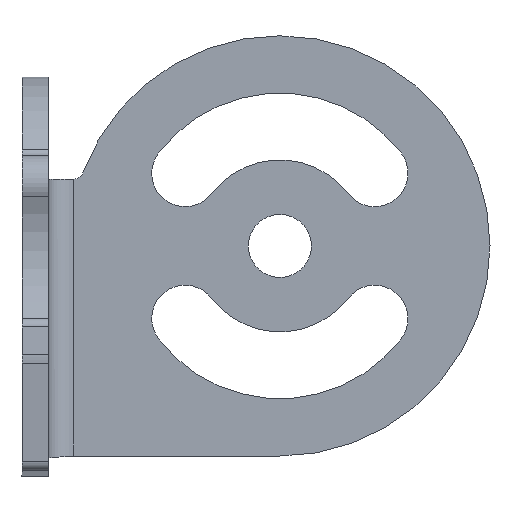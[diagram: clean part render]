
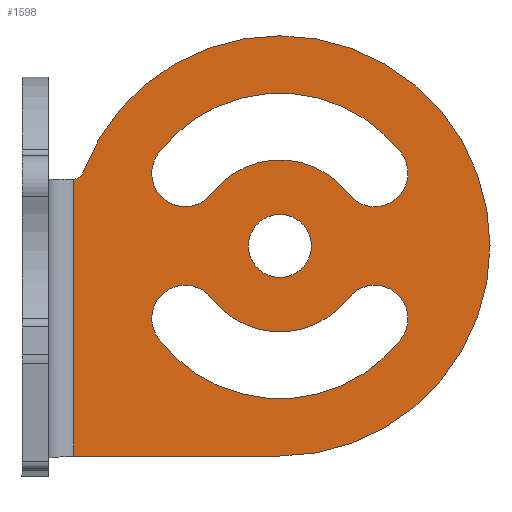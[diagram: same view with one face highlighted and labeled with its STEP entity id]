
A CAD part, left-side view. The second image highlights one B-rep face of the part: STEP entity #1598.
In plain terms, the highlighted planar face has unit normal (-1, 0, 0).
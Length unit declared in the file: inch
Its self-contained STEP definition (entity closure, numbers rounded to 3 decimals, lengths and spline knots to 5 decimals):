
#191=DIRECTION('',(0.,0.,1.));
#192=VECTOR('',#191,1.14173);
#193=CARTESIAN_POINT('',(1.81102,-0.10394,
-0.88284));
#194=LINE('',#193,#192);
#195=CARTESIAN_POINT('',(1.81102,-0.10394,
-0.88284));
#534=DIRECTION('',(0.,-1.,0.));
#535=VECTOR('',#534,0.00107);
#536=CARTESIAN_POINT('',(1.81102,-0.10394,
0.2589));
#537=LINE('',#536,#535);
#538=CARTESIAN_POINT('',(1.81102,-0.95398,
-0.01669));
#539=DIRECTION('',(-1.,0.,0.));
#540=DIRECTION('',(0.,0.,1.));
#541=AXIS2_PLACEMENT_3D('',#538,#539,#540);
#543=CARTESIAN_POINT('',(1.81102,-0.95398,
-0.01669));
#544=DIRECTION('',(-1.,0.,0.));
#545=DIRECTION('',(0.,0.,-1.));
#546=AXIS2_PLACEMENT_3D('',#543,#544,#545);
#548=DIRECTION('',(0.,-1.,0.));
#549=VECTOR('',#548,0.85004);
#550=CARTESIAN_POINT('',(1.81102,-0.10394,
-0.88284));
#551=LINE('',#550,#549);
#552=CARTESIAN_POINT('',(1.81102,-0.95398,
-0.01669));
#553=DIRECTION('',(-1.,0.,0.));
#554=DIRECTION('',(0.,-1.,0.));
#555=AXIS2_PLACEMENT_3D('',#552,#553,#554);
#557=CARTESIAN_POINT('',(1.81102,-0.95398,
-0.01669));
#558=DIRECTION('',(-1.,0.,0.));
#559=DIRECTION('',(0.,1.,0.));
#560=AXIS2_PLACEMENT_3D('',#557,#558,#559);
#562=CARTESIAN_POINT('',(1.81102,-0.56355,
-0.31628));
#563=DIRECTION('',(-1.,0.,0.));
#564=DIRECTION('',(0.,-0.793,0.609));
#565=AXIS2_PLACEMENT_3D('',#562,#563,#564);
#567=CARTESIAN_POINT('',(1.81102,-0.95398,
-0.01669));
#568=DIRECTION('',(-1.,0.,0.));
#569=DIRECTION('',(0.,0.793,-0.609));
#570=AXIS2_PLACEMENT_3D('',#567,#568,#569);
#572=CARTESIAN_POINT('',(1.81102,-1.34441,
-0.31628));
#573=DIRECTION('',(-1.,0.,0.));
#574=DIRECTION('',(0.,-0.793,-0.609));
#575=AXIS2_PLACEMENT_3D('',#572,#573,#574);
#577=CARTESIAN_POINT('',(1.81102,-0.95398,
-0.01669));
#578=DIRECTION('',(-1.,0.,0.));
#579=DIRECTION('',(0.,0.793,-0.609));
#580=AXIS2_PLACEMENT_3D('',#577,#578,#579);
#582=CARTESIAN_POINT('',(1.81102,-1.34441,0.28289));
#583=DIRECTION('',(-1.,0.,0.));
#584=DIRECTION('',(0.,0.793,-0.609));
#585=AXIS2_PLACEMENT_3D('',#582,#583,#584);
#587=CARTESIAN_POINT('',(1.81102,-0.95398,
-0.01669));
#588=DIRECTION('',(-1.,0.,0.));
#589=DIRECTION('',(0.,-0.793,0.609));
#590=AXIS2_PLACEMENT_3D('',#587,#588,#589);
#592=CARTESIAN_POINT('',(1.81102,-0.56355,
0.28289));
#593=DIRECTION('',(-1.,0.,0.));
#594=DIRECTION('',(0.,0.793,0.609));
#595=AXIS2_PLACEMENT_3D('',#592,#593,#594);
#597=CARTESIAN_POINT('',(1.81102,-0.95398,
-0.01669));
#598=DIRECTION('',(-1.,0.,0.));
#599=DIRECTION('',(0.,-0.793,0.609));
#600=AXIS2_PLACEMENT_3D('',#597,#598,#599);
#610=CARTESIAN_POINT('',(1.81102,-0.10501,
0.29827));
#611=DIRECTION('',(1.,0.,0.));
#612=DIRECTION('',(0.,-0.938,-0.348));
#613=AXIS2_PLACEMENT_3D('',#610,#611,#612);
#716=VERTEX_POINT('',#195);
#728=CARTESIAN_POINT('',(1.81102,-1.0839,
-0.01669));
#729=CARTESIAN_POINT('',(1.81102,-0.82406,
-0.01669));
#730=VERTEX_POINT('',#728);
#731=VERTEX_POINT('',#729);
#732=CARTESIAN_POINT('',(1.81102,-0.67287,
-0.2324));
#733=CARTESIAN_POINT('',(1.81102,-0.45423,
-0.40017));
#734=VERTEX_POINT('',#732);
#735=VERTEX_POINT('',#733);
#736=CARTESIAN_POINT('',(1.81102,-1.23509,
-0.2324));
#737=VERTEX_POINT('',#736);
#738=CARTESIAN_POINT('',(1.81102,-1.45373,
-0.40017));
#739=VERTEX_POINT('',#738);
#740=CARTESIAN_POINT('',(1.81102,-1.23509,0.19901));
#741=CARTESIAN_POINT('',(1.81102,-1.45373,0.36678));
#742=VERTEX_POINT('',#740);
#743=VERTEX_POINT('',#741);
#744=CARTESIAN_POINT('',(1.81102,-0.67287,
0.19901));
#745=VERTEX_POINT('',#744);
#746=CARTESIAN_POINT('',(1.81102,-0.45423,
0.36678));
#747=VERTEX_POINT('',#746);
#772=CARTESIAN_POINT('',(1.81102,-0.95398,
-0.88284));
#773=CARTESIAN_POINT('',(1.81102,-0.95398,
0.84945));
#774=VERTEX_POINT('',#772);
#775=VERTEX_POINT('',#773);
#776=CARTESIAN_POINT('',(1.81102,-0.10394,
0.2589));
#777=VERTEX_POINT('',#776);
#820=CARTESIAN_POINT('',(1.81102,-0.14192,
0.28457));
#821=VERTEX_POINT('',#820);
#824=CARTESIAN_POINT('',(1.81102,-0.10501,
0.2589));
#825=VERTEX_POINT('',#824);
#1555=CARTESIAN_POINT('',(1.81102,0.,-0.47124));
#1556=DIRECTION('',(1.,0.,0.));
#1557=DIRECTION('',(0.,0.,1.));
#1558=AXIS2_PLACEMENT_3D('',#1555,#1556,#1557);
#1559=PLANE('',#1558);
#1561=ORIENTED_EDGE('',*,*,#1560,.T.);
#1563=ORIENTED_EDGE('',*,*,#1562,.F.);
#1564=ORIENTED_EDGE('',*,*,#1545,.F.);
#1566=ORIENTED_EDGE('',*,*,#1565,.F.);
#1568=ORIENTED_EDGE('',*,*,#1567,.F.);
#1569=ORIENTED_EDGE('',*,*,#1187,.T.);
#1570=EDGE_LOOP('',(#1561,#1563,#1564,#1566,#1568,#1569));
#1571=FACE_OUTER_BOUND('',#1570,.F.);
#1573=ORIENTED_EDGE('',*,*,#1572,.T.);
#1575=ORIENTED_EDGE('',*,*,#1574,.T.);
#1576=EDGE_LOOP('',(#1573,#1575));
#1577=FACE_BOUND('',#1576,.F.);
#1579=ORIENTED_EDGE('',*,*,#1578,.T.);
#1581=ORIENTED_EDGE('',*,*,#1580,.T.);
#1583=ORIENTED_EDGE('',*,*,#1582,.T.);
#1585=ORIENTED_EDGE('',*,*,#1584,.F.);
#1586=EDGE_LOOP('',(#1579,#1581,#1583,#1585));
#1587=FACE_BOUND('',#1586,.F.);
#1589=ORIENTED_EDGE('',*,*,#1588,.T.);
#1591=ORIENTED_EDGE('',*,*,#1590,.T.);
#1593=ORIENTED_EDGE('',*,*,#1592,.T.);
#1595=ORIENTED_EDGE('',*,*,#1594,.F.);
#1596=EDGE_LOOP('',(#1589,#1591,#1593,#1595));
#1597=FACE_BOUND('',#1596,.F.);
#1598=ADVANCED_FACE('',(#1571,#1577,#1587,#1597),#1559,.F.);
#542=CIRCLE('',#541,0.86614);
#547=CIRCLE('',#546,0.86614);
#556=CIRCLE('',#555,0.12992);
#561=CIRCLE('',#560,0.12992);
#566=CIRCLE('',#565,0.1378);
#571=CIRCLE('',#570,0.62992);
#576=CIRCLE('',#575,0.1378);
#581=CIRCLE('',#580,0.35433);
#586=CIRCLE('',#585,0.1378);
#591=CIRCLE('',#590,0.62992);
#596=CIRCLE('',#595,0.1378);
#601=CIRCLE('',#600,0.35433);
#614=CIRCLE('',#613,0.03937);
#1187=EDGE_CURVE('',#716,#777,#194,.T.);
#1545=EDGE_CURVE('',#775,#821,#542,.T.);
#1560=EDGE_CURVE('',#777,#825,#537,.T.);
#1562=EDGE_CURVE('',#821,#825,#614,.T.);
#1565=EDGE_CURVE('',#774,#775,#547,.T.);
#1567=EDGE_CURVE('',#716,#774,#551,.T.);
#1572=EDGE_CURVE('',#730,#731,#556,.T.);
#1574=EDGE_CURVE('',#731,#730,#561,.T.);
#1578=EDGE_CURVE('',#734,#735,#566,.T.);
#1580=EDGE_CURVE('',#735,#739,#571,.T.);
#1582=EDGE_CURVE('',#739,#737,#576,.T.);
#1584=EDGE_CURVE('',#734,#737,#581,.T.);
#1588=EDGE_CURVE('',#742,#743,#586,.T.);
#1590=EDGE_CURVE('',#743,#747,#591,.T.);
#1592=EDGE_CURVE('',#747,#745,#596,.T.);
#1594=EDGE_CURVE('',#742,#745,#601,.T.);
